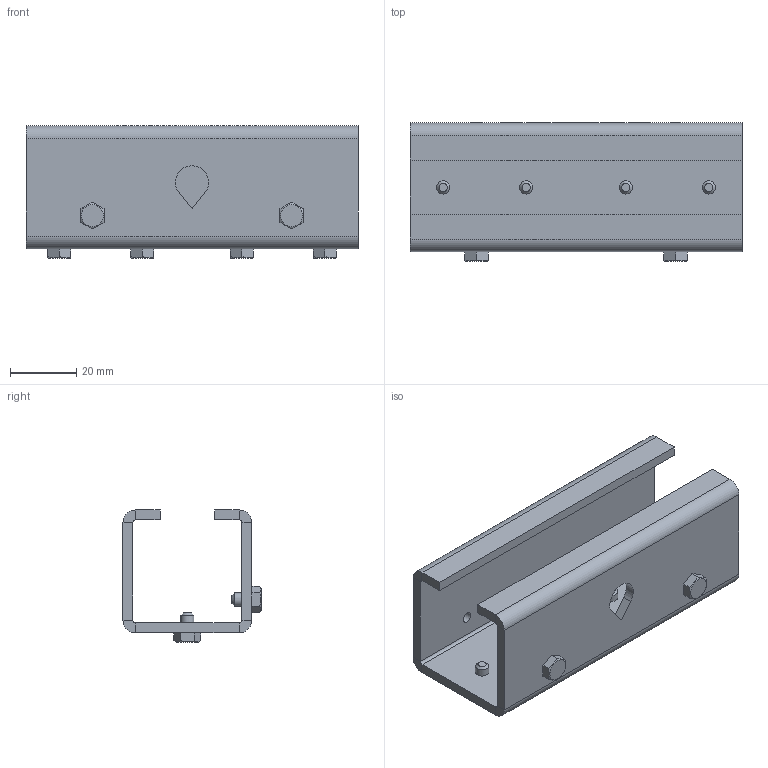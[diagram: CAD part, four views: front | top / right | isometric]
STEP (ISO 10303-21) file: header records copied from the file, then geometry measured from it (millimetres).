
FILE_DESCRIPTION(('STEP AP203'), '1');
FILE_NAME('254.RC30 Ñîåäèíèòåëü RC30', '', ('UNSPECIFIED'), ('UNSPECIFIED'), 'ASCON STEP Converter 1.3', 'ASCON Math Kernel', '');
FILE_SCHEMA(('CONFIG_CONTROL_DESIGN'));
Length unit declared in the file: millimetre
Products named in the file (1): 254.RC30
Bounding box: 100 x 41.6 x 39.8 mm (x, y, z)
Volume: 36346.6 mm3; surface area: 25763.4 mm2
Topology: 1 solids, 1 shells, 230 faces, 583 edges, 374 vertices
Faces by surface type: plane 144, cylinder 74, cone 12
Full cylindrical faces by diameter (mm): 3.242 x2, 4 x6
Entity records: 9854 total; most frequent: CARTESIAN_POINT 2428, DIRECTION 1149, ORIENTED_EDGE 1126, EDGE_CURVE 563, AXIS2_PLACEMENT_3D 391, VERTEX_POINT 374, LINE 367, VECTOR 367
